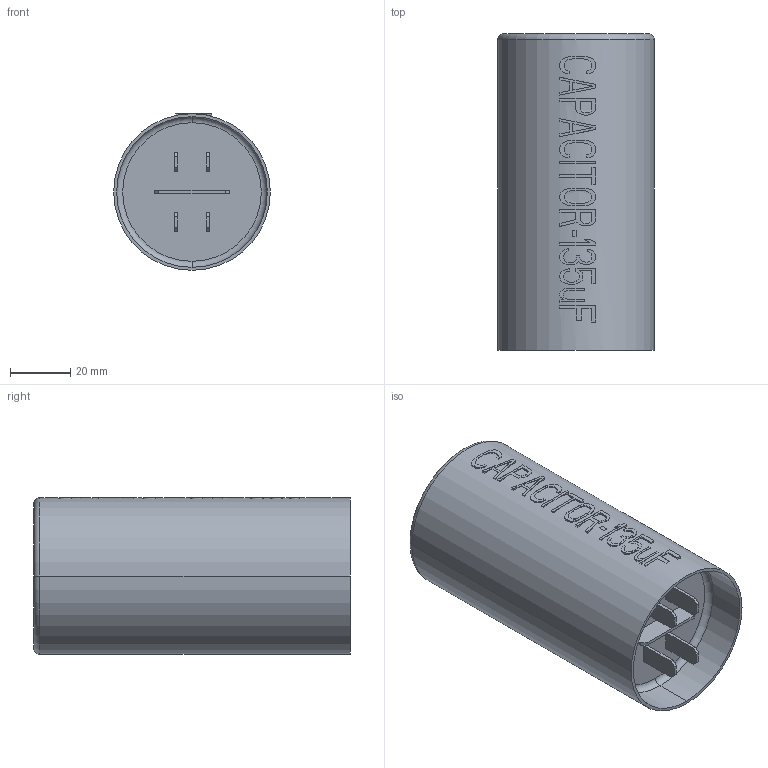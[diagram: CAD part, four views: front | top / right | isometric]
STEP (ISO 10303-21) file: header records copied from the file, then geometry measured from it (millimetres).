
FILE_DESCRIPTION((''),'2;1');
FILE_NAME('CAPACITOR_135UF','2023-05-02T14:40:34',('U375483'),('DANFOSS COMMERCIAL COMPRESSOR'),'CREO PARAMETRIC BY PTC INC, 2022124','CREO PARAMETRIC BY PTC INC, 2022124','');
FILE_SCHEMA(('CONFIG_CONTROL_DESIGN'));
Length unit declared in the file: millimetre
Products named in the file (1): CAPACITOR_135UF
Bounding box: 52 x 105 x 52 mm (x, y, z)
Volume: 195137.8 mm3; surface area: 24769.3 mm2
Topology: 1 solids, 1 shells, 433 faces, 1194 edges, 789 vertices
Faces by surface type: plane 420, cylinder 9, torus 4
Entity records: 13612 total; most frequent: CARTESIAN_POINT 2943, ORIENTED_EDGE 2388, DIRECTION 1896, EDGE_CURVE 1194, VECTOR 860, LINE 860, VERTEX_POINT 789, AXIS2_PLACEMENT_3D 518
